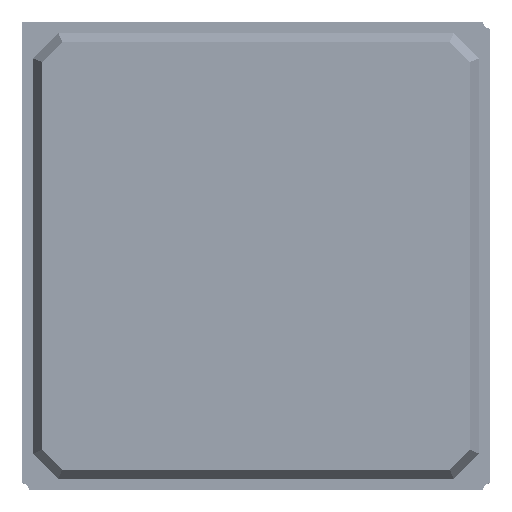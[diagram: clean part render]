
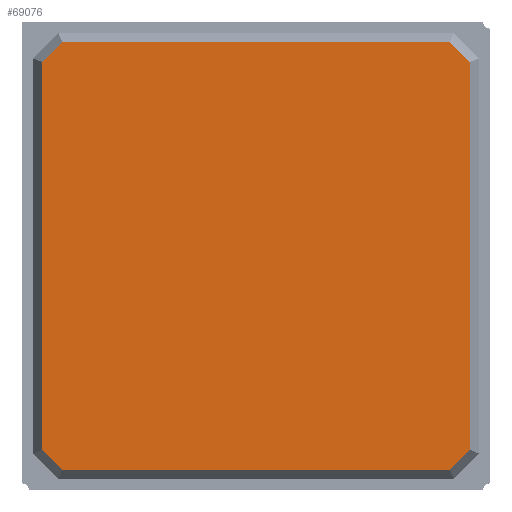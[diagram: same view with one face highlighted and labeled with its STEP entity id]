
A CAD part, top view. The second image highlights one B-rep face of the part: STEP entity #69076.
In plain terms, the highlighted planar face has unit normal (0, 0, 1).
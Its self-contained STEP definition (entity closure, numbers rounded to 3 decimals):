
#68812=CARTESIAN_POINT('',(15.984,-14.491,3.5));
#68813=VERTEX_POINT('',#68812);
#68820=CARTESIAN_POINT('',(14.491,-15.984,3.5));
#68821=VERTEX_POINT('',#68820);
#68822=CARTESIAN_POINT('',(15.984,-14.491,3.5));
#68823=DIRECTION('',(-0.707,-0.707,0.));
#68824=VECTOR('',#68823,2.111);
#68825=LINE('',#68822,#68824);
#68826=EDGE_CURVE('',#68821,#68813,#68825,.F.);
#68851=CARTESIAN_POINT('',(-14.491,-15.984,3.5));
#68852=VERTEX_POINT('',#68851);
#68853=CARTESIAN_POINT('',(14.491,-15.984,3.5));
#68854=DIRECTION('',(-1.0,0.0,0.0));
#68855=VECTOR('',#68854,28.983);
#68856=LINE('',#68853,#68855);
#68857=EDGE_CURVE('',#68852,#68821,#68856,.F.);
#68882=CARTESIAN_POINT('',(-15.984,-14.491,3.5));
#68883=VERTEX_POINT('',#68882);
#68884=CARTESIAN_POINT('',(-14.491,-15.984,3.5));
#68885=DIRECTION('',(-0.707,0.707,0.0));
#68886=VECTOR('',#68885,2.111);
#68887=LINE('',#68884,#68886);
#68888=EDGE_CURVE('',#68883,#68852,#68887,.F.);
#68913=CARTESIAN_POINT('',(-15.984,14.491,3.5));
#68914=VERTEX_POINT('',#68913);
#68915=CARTESIAN_POINT('',(-15.984,-14.491,3.5));
#68916=DIRECTION('',(0.0,1.0,0.0));
#68917=VECTOR('',#68916,28.983);
#68918=LINE('',#68915,#68917);
#68919=EDGE_CURVE('',#68914,#68883,#68918,.F.);
#68944=CARTESIAN_POINT('',(-14.491,15.984,3.5));
#68945=VERTEX_POINT('',#68944);
#68946=CARTESIAN_POINT('',(-15.984,14.491,3.5));
#68947=DIRECTION('',(0.707,0.707,0.));
#68948=VECTOR('',#68947,2.111);
#68949=LINE('',#68946,#68948);
#68950=EDGE_CURVE('',#68945,#68914,#68949,.F.);
#68975=CARTESIAN_POINT('',(14.491,15.984,3.5));
#68976=VERTEX_POINT('',#68975);
#68977=CARTESIAN_POINT('',(-14.491,15.984,3.5));
#68978=DIRECTION('',(1.0,0.0,0.0));
#68979=VECTOR('',#68978,28.983);
#68980=LINE('',#68977,#68979);
#68981=EDGE_CURVE('',#68976,#68945,#68980,.F.);
#69006=CARTESIAN_POINT('',(15.984,14.491,3.5));
#69007=VERTEX_POINT('',#69006);
#69008=CARTESIAN_POINT('',(14.491,15.984,3.5));
#69009=DIRECTION('',(0.707,-0.707,0.));
#69010=VECTOR('',#69009,2.111);
#69011=LINE('',#69008,#69010);
#69012=EDGE_CURVE('',#69007,#68976,#69011,.F.);
#69035=CARTESIAN_POINT('',(15.984,14.491,3.5));
#69036=DIRECTION('',(0.0,-1.0,0.0));
#69037=VECTOR('',#69036,28.983);
#69038=LINE('',#69035,#69037);
#69039=EDGE_CURVE('',#68813,#69007,#69038,.F.);
#69061=CARTESIAN_POINT('',(11.5,15.5,3.5));
#69062=DIRECTION('',(0.0,0.0,-1.0));
#69063=DIRECTION('',(0.0,-1.0,0.0));
#69064=AXIS2_PLACEMENT_3D('',#69061,#69062,#69063);
#69065=PLANE('',#69064);
#69066=ORIENTED_EDGE('',*,*,#69039,.T.);
#69067=ORIENTED_EDGE('',*,*,#69012,.T.);
#69068=ORIENTED_EDGE('',*,*,#68981,.T.);
#69069=ORIENTED_EDGE('',*,*,#68950,.T.);
#69070=ORIENTED_EDGE('',*,*,#68919,.T.);
#69071=ORIENTED_EDGE('',*,*,#68888,.T.);
#69072=ORIENTED_EDGE('',*,*,#68857,.T.);
#69073=ORIENTED_EDGE('',*,*,#68826,.T.);
#69074=EDGE_LOOP('',(#69066,#69067,#69068,#69069,#69070,#69071,#69072,#69073));
#69075=FACE_OUTER_BOUND('',#69074,.T.);
#69076=ADVANCED_FACE('',(#69075),#69065,.F.);
